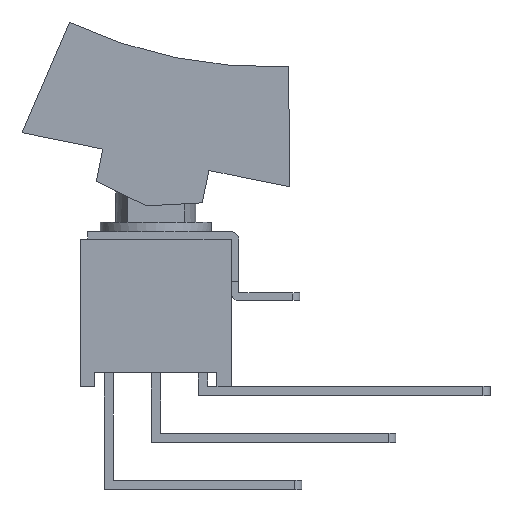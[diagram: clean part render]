
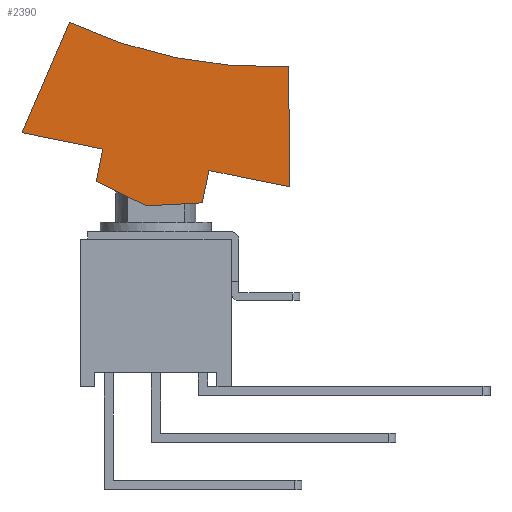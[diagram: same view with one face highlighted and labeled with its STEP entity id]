
A CAD part, left-side view. The second image highlights one B-rep face of the part: STEP entity #2390.
In plain terms, the highlighted planar face has unit normal (-1, 0, 0).
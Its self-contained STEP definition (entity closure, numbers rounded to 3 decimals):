
#921=DIRECTION('',(0.,-0.008,-1.));
#922=VECTOR('',#921,6.489);
#923=CARTESIAN_POINT('',(-3.81,-7.17,8.407));
#924=LINE('',#923,#922);
#925=DIRECTION('',(0.,0.98,0.198));
#926=VECTOR('',#925,4.445);
#927=CARTESIAN_POINT('',(-3.81,-7.22,1.919));
#928=LINE('',#927,#926);
#929=DIRECTION('',(0.,0.198,-0.98));
#930=VECTOR('',#929,1.778);
#931=CARTESIAN_POINT('',(-3.81,-2.863,2.799));
#932=LINE('',#931,#930);
#933=DIRECTION('',(0.,0.998,-0.056));
#934=VECTOR('',#933,3.019);
#935=CARTESIAN_POINT('',(-3.81,-2.511,1.056));
#936=LINE('',#935,#934);
#937=DIRECTION('',(0.,0.899,0.439));
#938=VECTOR('',#937,3.019);
#939=CARTESIAN_POINT('',(-3.81,0.503,0.887));
#940=LINE('',#939,#938);
#941=DIRECTION('',(0.,-0.198,0.98));
#942=VECTOR('',#941,1.778);
#943=CARTESIAN_POINT('',(-3.81,3.215,2.212));
#944=LINE('',#943,#942);
#945=DIRECTION('',(0.,0.98,0.198));
#946=VECTOR('',#945,4.445);
#947=CARTESIAN_POINT('',(-3.81,2.863,3.955));
#948=LINE('',#947,#946);
#949=DIRECTION('',(0.,-0.395,0.919));
#950=VECTOR('',#949,6.489);
#951=CARTESIAN_POINT('',(-3.81,7.22,4.834));
#952=LINE('',#951,#950);
#953=CARTESIAN_POINT('',(-3.81,-6.057,33.376));
#954=DIRECTION('',(-1.,0.,0.));
#955=DIRECTION('',(0.,0.429,-0.903));
#956=AXIS2_PLACEMENT_3D('',#953,#954,#955);
#982=CARTESIAN_POINT('',(-3.81,-7.17,8.407));
#983=CARTESIAN_POINT('',(-3.81,-7.22,1.919));
#984=VERTEX_POINT('',#982);
#985=VERTEX_POINT('',#983);
#986=CARTESIAN_POINT('',(-3.81,-2.863,2.799));
#987=VERTEX_POINT('',#986);
#988=CARTESIAN_POINT('',(-3.81,-2.511,1.056));
#989=VERTEX_POINT('',#988);
#990=CARTESIAN_POINT('',(-3.81,0.503,0.887));
#991=VERTEX_POINT('',#990);
#992=CARTESIAN_POINT('',(-3.81,3.215,2.212));
#993=VERTEX_POINT('',#992);
#994=CARTESIAN_POINT('',(-3.81,2.863,3.955));
#995=VERTEX_POINT('',#994);
#996=CARTESIAN_POINT('',(-3.81,7.22,4.834));
#997=VERTEX_POINT('',#996);
#998=CARTESIAN_POINT('',(-3.81,4.657,10.795));
#999=VERTEX_POINT('',#998);
#2368=CARTESIAN_POINT('',(-3.81,0.,0.));
#2369=DIRECTION('',(1.,0.,0.));
#2370=DIRECTION('',(0.,1.,0.));
#2371=AXIS2_PLACEMENT_3D('',#2368,#2369,#2370);
#2372=PLANE('',#2371);
#2373=ORIENTED_EDGE('',*,*,#2358,.T.);
#2375=ORIENTED_EDGE('',*,*,#2374,.T.);
#2377=ORIENTED_EDGE('',*,*,#2376,.T.);
#2378=ORIENTED_EDGE('',*,*,#2283,.T.);
#2379=ORIENTED_EDGE('',*,*,#2312,.T.);
#2381=ORIENTED_EDGE('',*,*,#2380,.T.);
#2383=ORIENTED_EDGE('',*,*,#2382,.T.);
#2385=ORIENTED_EDGE('',*,*,#2384,.T.);
#2387=ORIENTED_EDGE('',*,*,#2386,.T.);
#2388=EDGE_LOOP('',(#2373,#2375,#2377,#2378,#2379,#2381,#2383,#2385,#2387));
#2389=FACE_OUTER_BOUND('',#2388,.F.);
#957=CIRCLE('',#956,24.994);
#2283=EDGE_CURVE('',#989,#991,#936,.T.);
#2312=EDGE_CURVE('',#991,#993,#940,.T.);
#2358=EDGE_CURVE('',#984,#985,#924,.T.);
#2374=EDGE_CURVE('',#985,#987,#928,.T.);
#2376=EDGE_CURVE('',#987,#989,#932,.T.);
#2380=EDGE_CURVE('',#993,#995,#944,.T.);
#2382=EDGE_CURVE('',#995,#997,#948,.T.);
#2384=EDGE_CURVE('',#997,#999,#952,.T.);
#2386=EDGE_CURVE('',#999,#984,#957,.T.);
#2390=ADVANCED_FACE('',(#2389),#2372,.F.);
